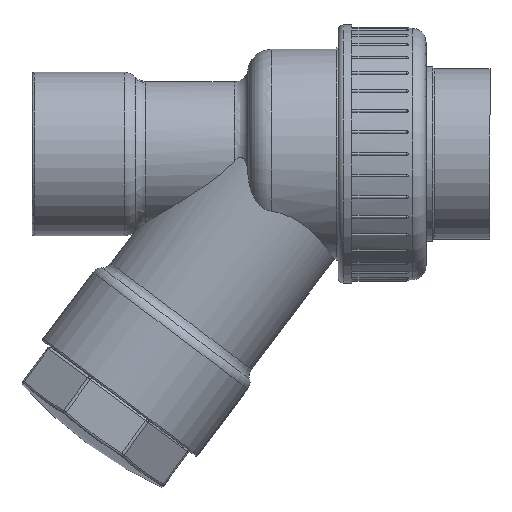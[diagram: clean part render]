
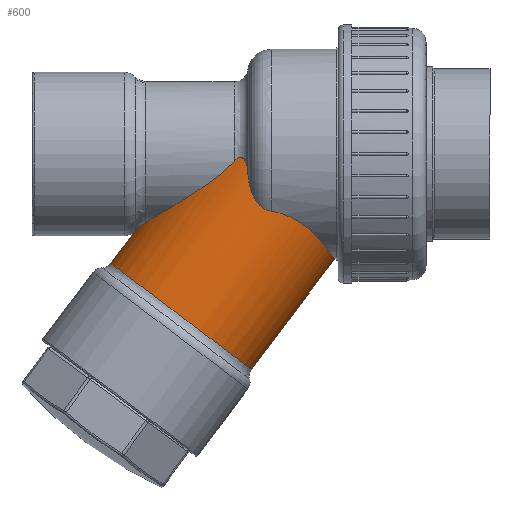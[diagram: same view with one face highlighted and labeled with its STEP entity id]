
A CAD part, top view. The second image highlights one B-rep face of the part: STEP entity #600.
In plain terms, the highlighted cylindrical face has radius 19.095 mm (diameter 38.19 mm), a full revolution.
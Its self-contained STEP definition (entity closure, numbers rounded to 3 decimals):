
#490=CYLINDRICAL_SURFACE('',#5728,19.095);
#600=ADVANCED_FACE('',(#1803,#1804),#490,.T.);
#1071=B_SPLINE_CURVE_WITH_KNOTS('',3,(#8072,#8073,#8074,#8075,#8076,#8077,
#8078,#8079,#8080,#8081,#8082,#8083,#8084,#8085,#8086,#8087,#8088,#8089),
 .UNSPECIFIED.,.F.,.F.,(4,2,2,2,2,2,2,2,4),(0.,0.125,0.25,0.375,0.5,0.625,
0.75,0.875,1.),.UNSPECIFIED.);
#1072=B_SPLINE_CURVE_WITH_KNOTS('',3,(#8094,#8095,#8096,#8097,#8098,#8099,
#8100,#8101,#8102,#8103),.UNSPECIFIED.,.F.,.F.,(4,2,2,2,4),(0.,0.25,0.5,
0.75,1.),.UNSPECIFIED.);
#1073=B_SPLINE_CURVE_WITH_KNOTS('',3,(#8107,#8108,#8109,#8110,#8111,#8112,
#8113,#8114,#8115,#8116),.UNSPECIFIED.,.F.,.F.,(4,2,2,2,4),(0.,0.25,0.5,
0.75,1.),.UNSPECIFIED.);
#1074=B_SPLINE_CURVE_WITH_KNOTS('',3,(#8118,#8119,#8120,#8121,#8122,#8123,
#8124,#8125),.UNSPECIFIED.,.F.,.F.,(4,2,2,4),(0.,0.25,0.5,1.),
 .UNSPECIFIED.);
#1075=B_SPLINE_CURVE_WITH_KNOTS('',3,(#8127,#8128,#8129,#8130,#8131,#8132,
#8133,#8134),.UNSPECIFIED.,.F.,.F.,(4,2,2,4),(0.,0.5,0.75,
1.),.UNSPECIFIED.);
#1076=B_SPLINE_CURVE_WITH_KNOTS('',3,(#8138,#8139,#8140,#8141,#8142,#8143,
#8144,#8145),.UNSPECIFIED.,.F.,.F.,(4,2,2,4),(0.,0.25,0.5,
1.),.UNSPECIFIED.);
#1077=B_SPLINE_CURVE_WITH_KNOTS('',3,(#8146,#8147,#8148,#8149,#8150,#8151,
#8152,#8153),.UNSPECIFIED.,.F.,.F.,(4,2,2,4),(0.,0.5,0.75,
1.),.UNSPECIFIED.);
#1078=B_SPLINE_CURVE_WITH_KNOTS('',3,(#8173,#8174,#8175,#8176,#8177,#8178,
#8179,#8180,#8181,#8182,#8183,#8184,#8185,#8186),.UNSPECIFIED.,.F.,.F.,
(4,2,2,2,2,2,4),(0.,0.25,0.375,0.5,0.625,0.75,
1.),.UNSPECIFIED.);
#1803=FACE_BOUND('',#2024,.T.);
#1804=FACE_BOUND('',#2025,.T.);
#2024=EDGE_LOOP('',(#2506,#2507,#2508,#2509,#2510,#2511,#2512,#2513));
#2025=EDGE_LOOP('',(#2514));
#2506=ORIENTED_EDGE('',*,*,#4573,.T.);
#2507=ORIENTED_EDGE('',*,*,#4567,.T.);
#2508=ORIENTED_EDGE('',*,*,#4572,.T.);
#2509=ORIENTED_EDGE('',*,*,#4575,.F.);
#2510=ORIENTED_EDGE('',*,*,#4569,.T.);
#2511=ORIENTED_EDGE('',*,*,#4584,.F.);
#2512=ORIENTED_EDGE('',*,*,#4571,.T.);
#2513=ORIENTED_EDGE('',*,*,#4576,.F.);
#2514=ORIENTED_EDGE('',*,*,#4586,.T.);
#4019=VERTEX_POINT('',#8070);
#4020=VERTEX_POINT('',#8071);
#4021=VERTEX_POINT('',#8092);
#4022=VERTEX_POINT('',#8093);
#4023=VERTEX_POINT('',#8104);
#4024=VERTEX_POINT('',#8106);
#4025=VERTEX_POINT('',#8126);
#4026=VERTEX_POINT('',#8135);
#4034=VERTEX_POINT('',#8193);
#4567=EDGE_CURVE('',#4019,#4020,#1071,.T.);
#4569=EDGE_CURVE('',#4023,#4022,#1072,.T.);
#4571=EDGE_CURVE('',#4021,#4024,#1073,.T.);
#4572=EDGE_CURVE('',#4020,#4025,#1074,.T.);
#4573=EDGE_CURVE('',#4026,#4019,#1075,.T.);
#4575=EDGE_CURVE('',#4023,#4025,#1076,.T.);
#4576=EDGE_CURVE('',#4026,#4024,#1077,.T.);
#4584=EDGE_CURVE('',#4021,#4022,#1078,.T.);
#4586=EDGE_CURVE('',#4034,#4034,#5350,.T.);
#5350=CIRCLE('',#5718,19.095);
#5718=AXIS2_PLACEMENT_3D('',#8192,#6429,#6430);
#5728=AXIS2_PLACEMENT_3D('',#8208,#6449,#6450);
#6429=DIRECTION('',(0.602,0.799,0.));
#6430=DIRECTION('',(-0.799,0.602,0.));
#6449=DIRECTION('',(0.602,0.799,0.));
#6450=DIRECTION('',(0.,0.,1.));
#8070=CARTESIAN_POINT('',(-54.404,-204.258,-107.227));
#8071=CARTESIAN_POINT('',(-54.404,-204.258,-69.219));
#8072=CARTESIAN_POINT('',(-54.404,-204.258,-107.227));
#8073=CARTESIAN_POINT('',(-52.028,-204.57,-107.023));
#8074=CARTESIAN_POINT('',(-49.839,-205.506,-106.419));
#8075=CARTESIAN_POINT('',(-46.314,-207.908,-104.335));
#8076=CARTESIAN_POINT('',(-44.935,-209.291,-102.891));
#8077=CARTESIAN_POINT('',(-42.743,-211.7,-99.411));
#8078=CARTESIAN_POINT('',(-41.938,-212.729,-97.397));
#8079=CARTESIAN_POINT('',(-40.841,-214.156,-92.961));
#8080=CARTESIAN_POINT('',(-40.57,-214.533,-90.615));
#8081=CARTESIAN_POINT('',(-40.569,-214.535,-85.85));
#8082=CARTESIAN_POINT('',(-40.844,-214.153,-83.482));
#8083=CARTESIAN_POINT('',(-41.929,-212.742,-79.083));
#8084=CARTESIAN_POINT('',(-42.741,-211.704,-77.044));
#8085=CARTESIAN_POINT('',(-44.912,-209.315,-73.587));
#8086=CARTESIAN_POINT('',(-46.293,-207.926,-72.13));
#8087=CARTESIAN_POINT('',(-49.814,-205.519,-70.037));
#8088=CARTESIAN_POINT('',(-52.025,-204.57,-69.424));
#8089=CARTESIAN_POINT('',(-54.404,-204.258,-69.219));
#8092=CARTESIAN_POINT('',(-81.62,-206.67,-93.248));
#8093=CARTESIAN_POINT('',(-81.62,-206.67,-83.199));
#8094=CARTESIAN_POINT('',(-62.381,-193.43,-72.633));
#8095=CARTESIAN_POINT('',(-63.899,-195.052,-72.8));
#8096=CARTESIAN_POINT('',(-65.574,-196.413,-73.175));
#8097=CARTESIAN_POINT('',(-69.,-198.957,-74.2));
#8098=CARTESIAN_POINT('',(-70.766,-200.134,-74.865));
#8099=CARTESIAN_POINT('',(-74.199,-202.319,-76.503));
#8100=CARTESIAN_POINT('',(-75.88,-203.334,-77.474));
#8101=CARTESIAN_POINT('',(-79.06,-205.21,-79.926));
#8102=CARTESIAN_POINT('',(-80.518,-206.045,-81.352));
#8103=CARTESIAN_POINT('',(-81.62,-206.67,-83.199));
#8104=CARTESIAN_POINT('',(-62.381,-193.43,-72.633));
#8106=CARTESIAN_POINT('',(-62.381,-193.43,-103.814));
#8107=CARTESIAN_POINT('',(-81.62,-206.67,-93.248));
#8108=CARTESIAN_POINT('',(-80.518,-206.045,-95.095));
#8109=CARTESIAN_POINT('',(-79.059,-205.209,-96.522));
#8110=CARTESIAN_POINT('',(-75.88,-203.334,-98.973));
#8111=CARTESIAN_POINT('',(-74.199,-202.319,-99.944));
#8112=CARTESIAN_POINT('',(-70.766,-200.134,-101.582));
#8113=CARTESIAN_POINT('',(-68.999,-198.957,-102.246));
#8114=CARTESIAN_POINT('',(-65.574,-196.413,-103.272));
#8115=CARTESIAN_POINT('',(-63.899,-195.052,-103.647));
#8116=CARTESIAN_POINT('',(-62.381,-193.43,-103.814));
#8118=CARTESIAN_POINT('',(-54.404,-204.258,-69.219));
#8119=CARTESIAN_POINT('',(-55.268,-204.144,-69.145));
#8120=CARTESIAN_POINT('',(-56.037,-203.687,-69.11));
#8121=CARTESIAN_POINT('',(-57.303,-202.527,-69.168));
#8122=CARTESIAN_POINT('',(-57.805,-201.817,-69.254));
#8123=CARTESIAN_POINT('',(-58.971,-199.545,-69.631));
#8124=CARTESIAN_POINT('',(-59.288,-197.874,-70.019));
#8125=CARTESIAN_POINT('',(-59.39,-196.208,-70.444));
#8126=CARTESIAN_POINT('',(-59.39,-196.208,-70.444));
#8127=CARTESIAN_POINT('',(-59.39,-196.208,-106.003));
#8128=CARTESIAN_POINT('',(-59.288,-197.871,-106.427));
#8129=CARTESIAN_POINT('',(-58.97,-199.541,-106.815));
#8130=CARTESIAN_POINT('',(-57.812,-201.806,-107.191));
#8131=CARTESIAN_POINT('',(-57.308,-202.521,-107.278));
#8132=CARTESIAN_POINT('',(-56.046,-203.681,-107.336));
#8133=CARTESIAN_POINT('',(-55.265,-204.144,-107.301));
#8134=CARTESIAN_POINT('',(-54.404,-204.258,-107.227));
#8135=CARTESIAN_POINT('',(-59.39,-196.208,-106.003));
#8138=CARTESIAN_POINT('',(-62.381,-193.43,-72.633));
#8139=CARTESIAN_POINT('',(-62.017,-193.041,-72.593));
#8140=CARTESIAN_POINT('',(-61.591,-192.651,-72.514));
#8141=CARTESIAN_POINT('',(-60.632,-192.516,-72.062));
#8142=CARTESIAN_POINT('',(-60.263,-192.901,-71.74));
#8143=CARTESIAN_POINT('',(-59.596,-194.161,-71.028));
#8144=CARTESIAN_POINT('',(-59.452,-195.188,-70.704));
#8145=CARTESIAN_POINT('',(-59.39,-196.208,-70.444));
#8146=CARTESIAN_POINT('',(-59.39,-196.208,-106.003));
#8147=CARTESIAN_POINT('',(-59.452,-195.192,-105.744));
#8148=CARTESIAN_POINT('',(-59.595,-194.164,-105.42));
#8149=CARTESIAN_POINT('',(-60.263,-192.9,-104.706));
#8150=CARTESIAN_POINT('',(-60.635,-192.516,-104.383));
#8151=CARTESIAN_POINT('',(-61.591,-192.652,-103.933));
#8152=CARTESIAN_POINT('',(-62.018,-193.042,-103.854));
#8153=CARTESIAN_POINT('',(-62.381,-193.43,-103.814));
#8173=CARTESIAN_POINT('',(-81.62,-206.67,-93.248));
#8174=CARTESIAN_POINT('',(-82.092,-206.938,-92.457));
#8175=CARTESIAN_POINT('',(-82.531,-207.251,-91.666));
#8176=CARTESIAN_POINT('',(-83.107,-207.733,-90.441));
#8177=CARTESIAN_POINT('',(-83.287,-207.898,-90.027));
#8178=CARTESIAN_POINT('',(-83.595,-208.204,-89.175));
#8179=CARTESIAN_POINT('',(-83.746,-208.374,-88.726));
#8180=CARTESIAN_POINT('',(-83.755,-208.384,-87.763));
#8181=CARTESIAN_POINT('',(-83.606,-208.216,-87.306));
#8182=CARTESIAN_POINT('',(-83.297,-207.907,-86.444));
#8183=CARTESIAN_POINT('',(-83.116,-207.741,-86.026));
#8184=CARTESIAN_POINT('',(-82.537,-207.255,-84.793));
#8185=CARTESIAN_POINT('',(-82.095,-206.94,-83.996));
#8186=CARTESIAN_POINT('',(-81.62,-206.67,-83.199));
#8192=CARTESIAN_POINT('',(-73.892,-227.025,-88.223));
#8193=CARTESIAN_POINT('',(-89.142,-215.534,-88.223));
#8208=CARTESIAN_POINT('',(-87.278,-244.79,-88.223));
